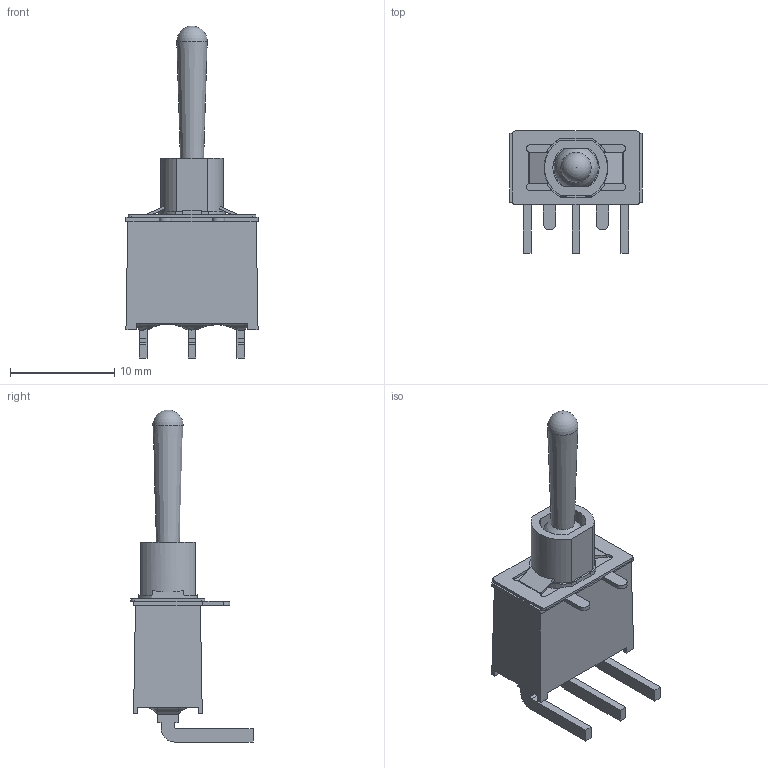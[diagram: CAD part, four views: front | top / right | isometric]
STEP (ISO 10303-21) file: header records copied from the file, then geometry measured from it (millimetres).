
FILE_DESCRIPTION((' '),'2;1');
FILE_NAME('100AWSPxT1B4M6xE.stp','2017-07-26T14:55:58',(' '),(' '),' ','ACIS',' ');
FILE_SCHEMA(('CONFIG_CONTROL_DESIGN'));
Length unit declared in the file: inch
Products named in the file (1): 100AWSPxT1B4M6xE.stp
Bounding box: 12.7 x 11.73 x 31.91 mm (x, y, z)
Volume: 1065.3 mm3; surface area: 1083.4 mm2
Topology: 1 solids, 1 shells, 169 faces, 491 edges, 316 vertices
Faces by surface type: plane 118, cylinder 40, bspline 8, sphere 2, cone 1
Entity records: 6504 total; most frequent: CARTESIAN_POINT 1939, ORIENTED_EDGE 960, DIRECTION 900, EDGE_CURVE 480, VECTOR 344, LINE 344, VERTEX_POINT 312, AXIS2_PLACEMENT_3D 278
